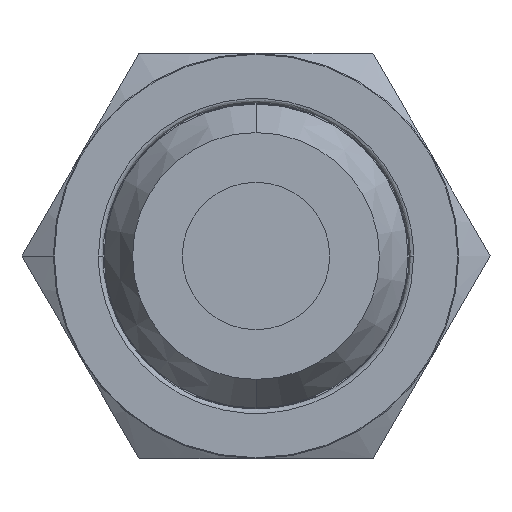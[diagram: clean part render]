
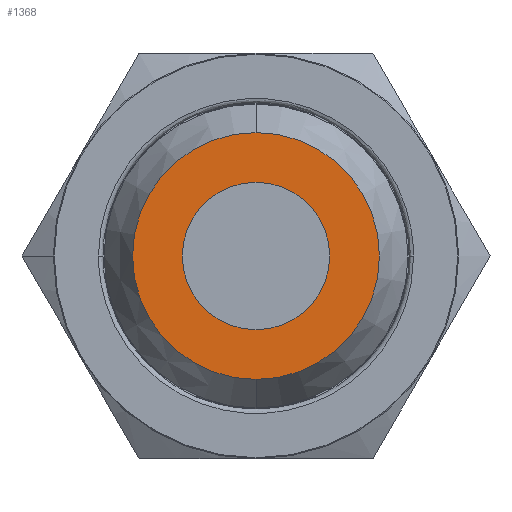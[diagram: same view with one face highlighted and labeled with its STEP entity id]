
A CAD part, front view. The second image highlights one B-rep face of the part: STEP entity #1368.
In plain terms, the highlighted planar face has unit normal (0, -1, 0).
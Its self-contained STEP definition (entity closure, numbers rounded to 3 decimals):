
#18 = PLANE ( 'NONE',  #3042 ) ;
#26 = CIRCLE ( 'NONE', #1791, 6.7 ) ;
#52 = ORIENTED_EDGE ( 'NONE', *, *, #3079, .T. ) ;
#217 = VERTEX_POINT ( 'NONE', #1457 ) ;
#228 = CARTESIAN_POINT ( 'NONE',  ( 0., 0., -4. ) ) ;
#232 = ORIENTED_EDGE ( 'NONE', *, *, #2014, .F. ) ;
#236 = DIRECTION ( 'NONE',  ( 0., 1., 0. ) ) ;
#249 = CARTESIAN_POINT ( 'NONE',  ( 0., 0., -6.7 ) ) ;
#313 = VERTEX_POINT ( 'NONE', #228 ) ;
#330 = VERTEX_POINT ( 'NONE', #249 ) ;
#452 = FACE_OUTER_BOUND ( 'NONE', #1455, .T. ) ;
#732 = CARTESIAN_POINT ( 'NONE',  ( 0., 0., 0. ) ) ;
#819 = AXIS2_PLACEMENT_3D ( 'NONE', #2880, #862, #1355 ) ;
#862 = DIRECTION ( 'NONE',  ( 0., 1., 0. ) ) ;
#973 = CARTESIAN_POINT ( 'NONE',  ( 0., 0., 0. ) ) ;
#1004 = CARTESIAN_POINT ( 'NONE',  ( 0., 0., 0. ) ) ;
#1083 = CIRCLE ( 'NONE', #819, 4. ) ;
#1155 = VERTEX_POINT ( 'NONE', #1367 ) ;
#1246 = EDGE_CURVE ( 'NONE', #1155, #313, #1922, .T. ) ;
#1258 = AXIS2_PLACEMENT_3D ( 'NONE', #1004, #2024, #1998 ) ;
#1308 = ORIENTED_EDGE ( 'NONE', *, *, #2132, .F. ) ;
#1355 = DIRECTION ( 'NONE',  ( 0., 0., -1. ) ) ;
#1367 = CARTESIAN_POINT ( 'NONE',  ( 0., 0., 4. ) ) ;
#1368 = ADVANCED_FACE ( 'NONE', ( #452, #1553 ), #18, .T. ) ;
#1455 = EDGE_LOOP ( 'NONE', ( #1308, #232 ) ) ;
#1457 = CARTESIAN_POINT ( 'NONE',  ( 0., 0., 6.7 ) ) ;
#1478 = DIRECTION ( 'NONE',  ( 0., 0., -1. ) ) ;
#1553 = FACE_BOUND ( 'NONE', #2983, .T. ) ;
#1791 = AXIS2_PLACEMENT_3D ( 'NONE', #732, #2261, #3037 ) ;
#1808 = DIRECTION ( 'NONE',  ( 0., -1., 0. ) ) ;
#1922 = CIRCLE ( 'NONE', #2775, 4. ) ;
#1998 = DIRECTION ( 'NONE',  ( 0., 0., 1. ) ) ;
#2014 = EDGE_CURVE ( 'NONE', #330, #217, #2881, .T. ) ;
#2024 = DIRECTION ( 'NONE',  ( 0., 1., 0. ) ) ;
#2132 = EDGE_CURVE ( 'NONE', #217, #330, #26, .T. ) ;
#2261 = DIRECTION ( 'NONE',  ( 0., 1., 0. ) ) ;
#2289 = CARTESIAN_POINT ( 'NONE',  ( 0., 0., 0. ) ) ;
#2775 = AXIS2_PLACEMENT_3D ( 'NONE', #973, #236, #1478 ) ;
#2880 = CARTESIAN_POINT ( 'NONE',  ( 0., 0., 0. ) ) ;
#2881 = CIRCLE ( 'NONE', #1258, 6.7 ) ;
#2983 = EDGE_LOOP ( 'NONE', ( #52, #3086 ) ) ;
#3037 = DIRECTION ( 'NONE',  ( 0., 0., 1. ) ) ;
#3042 = AXIS2_PLACEMENT_3D ( 'NONE', #2289, #1808, #3294 ) ;
#3079 = EDGE_CURVE ( 'NONE', #313, #1155, #1083, .T. ) ;
#3086 = ORIENTED_EDGE ( 'NONE', *, *, #1246, .T. ) ;
#3294 = DIRECTION ( 'NONE',  ( 0., 0., -1. ) ) ;
